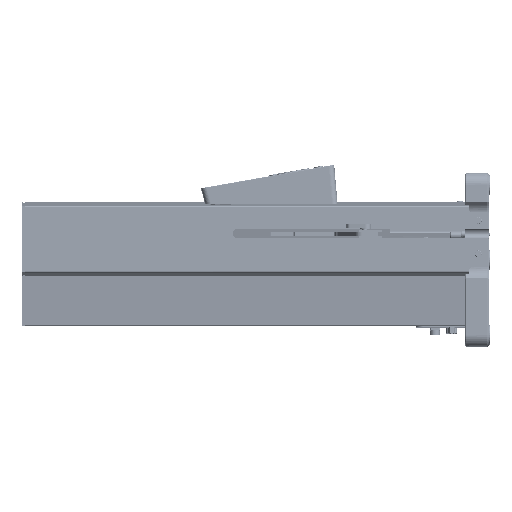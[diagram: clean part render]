
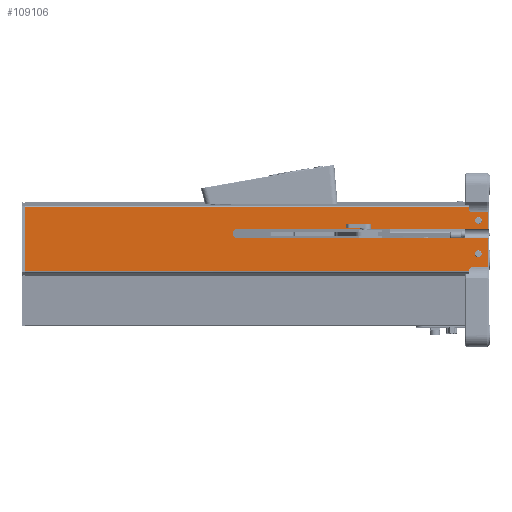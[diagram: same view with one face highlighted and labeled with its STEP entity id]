
A CAD part, left-side view. The second image highlights one B-rep face of the part: STEP entity #109106.
In plain terms, the highlighted planar face has unit normal (-1, 0, 0).
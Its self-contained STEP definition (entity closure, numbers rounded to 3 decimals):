
#4099=DIRECTION('',(0.,0.,1.));
#4100=VECTOR('',#4099,14.);
#4101=CARTESIAN_POINT('',(-42.,-13.7,30.));
#4102=LINE('',#4101,#4100);
#4115=DIRECTION('',(0.,1.,0.));
#4116=VECTOR('',#4115,12.9);
#4117=CARTESIAN_POINT('',(-42.,-13.7,-1.));
#4118=LINE('',#4117,#4116);
#4119=DIRECTION('',(0.,-1.,0.));
#4120=VECTOR('',#4119,361.);
#4121=CARTESIAN_POINT('',(-42.,363.3,-4.044));
#4122=LINE('',#4121,#4120);
#4123=DIRECTION('',(0.,-1.,0.));
#4124=VECTOR('',#4123,361.);
#4125=CARTESIAN_POINT('',(-42.,363.3,47.742));
#4126=LINE('',#4125,#4124);
#4127=DIRECTION('',(0.,0.,1.));
#4128=VECTOR('',#4127,0.642);
#4129=CARTESIAN_POINT('',(-42.,2.3,47.1));
#4130=LINE('',#4129,#4128);
#4131=DIRECTION('',(0.,1.,0.));
#4132=VECTOR('',#4131,12.9);
#4133=CARTESIAN_POINT('',(-42.,-13.7,44.));
#4134=LINE('',#4133,#4132);
#4135=DIRECTION('',(0.,1.,0.));
#4136=VECTOR('',#4135,204.9);
#4137=CARTESIAN_POINT('',(-42.,-13.7,30.));
#4138=LINE('',#4137,#4136);
#4139=CARTESIAN_POINT('',(-42.,191.2,26.9));
#4140=DIRECTION('',(-1.,0.,0.));
#4141=DIRECTION('',(0.,0.,1.));
#4142=AXIS2_PLACEMENT_3D('',#4139,#4140,#4141);
#4144=DIRECTION('',(0.,0.,-1.));
#4145=VECTOR('',#4144,0.8);
#4146=CARTESIAN_POINT('',(-42.,194.3,26.9));
#4147=LINE('',#4146,#4145);
#4148=CARTESIAN_POINT('',(-42.,191.2,26.1));
#4149=DIRECTION('',(-1.,0.,0.));
#4150=DIRECTION('',(0.,1.,0.));
#4151=AXIS2_PLACEMENT_3D('',#4148,#4149,#4150);
#4153=DIRECTION('',(0.,1.,0.));
#4154=VECTOR('',#4153,204.9);
#4155=CARTESIAN_POINT('',(-42.,-13.7,23.));
#4156=LINE('',#4155,#4154);
#4157=CARTESIAN_POINT('',(-42.,-5.7,10.));
#4158=DIRECTION('',(-1.,0.,0.));
#4159=DIRECTION('',(0.,1.,0.));
#4160=AXIS2_PLACEMENT_3D('',#4157,#4158,#4159);
#4162=CARTESIAN_POINT('',(-42.,-5.7,10.));
#4163=DIRECTION('',(-1.,0.,0.));
#4164=DIRECTION('',(0.,-1.,0.));
#4165=AXIS2_PLACEMENT_3D('',#4162,#4163,#4164);
#4167=CARTESIAN_POINT('',(-42.,-5.7,37.1));
#4168=DIRECTION('',(-1.,0.,0.));
#4169=DIRECTION('',(0.,1.,0.));
#4170=AXIS2_PLACEMENT_3D('',#4167,#4168,#4169);
#4172=CARTESIAN_POINT('',(-42.,-5.7,37.1));
#4173=DIRECTION('',(-1.,0.,0.));
#4174=DIRECTION('',(0.,-1.,0.));
#4175=AXIS2_PLACEMENT_3D('',#4172,#4173,#4174);
#85984=DIRECTION('',(0.,0.,1.));
#85985=VECTOR('',#85984,51.786);
#85986=CARTESIAN_POINT('',(-42.,363.3,-4.044));
#85987=LINE('',#85986,#85985);
#86099=CARTESIAN_POINT('',(-42.,-0.8,-4.1));
#86100=DIRECTION('',(1.,0.,0.));
#86101=DIRECTION('',(0.,1.,0.018));
#86102=AXIS2_PLACEMENT_3D('',#86099,#86100,#86101);
#86695=DIRECTION('',(0.,0.,1.));
#86696=VECTOR('',#86695,24.);
#86697=CARTESIAN_POINT('',(-42.,-13.7,-1.));
#86698=LINE('',#86697,#86696);
#86711=CARTESIAN_POINT('',(-42.,-0.8,47.1));
#86712=DIRECTION('',(1.,0.,0.));
#86713=DIRECTION('',(0.,0.,-1.));
#86714=AXIS2_PLACEMENT_3D('',#86711,#86712,#86713);
#104213=CARTESIAN_POINT('',(-42.,363.3,47.742));
#104215=VERTEX_POINT('',#104213);
#104218=CARTESIAN_POINT('',(-42.,363.3,-4.044));
#104220=VERTEX_POINT('',#104218);
#104231=CARTESIAN_POINT('',(-42.,-13.7,44.));
#104233=VERTEX_POINT('',#104231);
#104235=CARTESIAN_POINT('',(-42.,-13.7,-1.));
#104237=VERTEX_POINT('',#104235);
#104239=CARTESIAN_POINT('',(-42.,2.3,47.742));
#104240=VERTEX_POINT('',#104239);
#104243=CARTESIAN_POINT('',(-42.,-13.7,23.));
#104245=VERTEX_POINT('',#104243);
#104247=CARTESIAN_POINT('',(-42.,-13.7,30.));
#104249=VERTEX_POINT('',#104247);
#104251=CARTESIAN_POINT('',(-42.,194.3,26.1));
#104252=CARTESIAN_POINT('',(-42.,191.2,23.));
#104253=VERTEX_POINT('',#104251);
#104254=VERTEX_POINT('',#104252);
#104255=CARTESIAN_POINT('',(-42.,191.2,30.));
#104256=VERTEX_POINT('',#104255);
#104257=CARTESIAN_POINT('',(-42.,194.3,26.9));
#104258=VERTEX_POINT('',#104257);
#104310=CARTESIAN_POINT('',(-42.,2.3,47.1));
#104311=VERTEX_POINT('',#104310);
#104312=CARTESIAN_POINT('',(-42.,-0.8,44.));
#104313=VERTEX_POINT('',#104312);
#104314=CARTESIAN_POINT('',(-42.,-0.8,-1.));
#104315=VERTEX_POINT('',#104314);
#104318=CARTESIAN_POINT('',(-42.,2.3,-4.044));
#104319=VERTEX_POINT('',#104318);
#106289=CARTESIAN_POINT('',(-42.,-2.95,10.001));
#106290=CARTESIAN_POINT('',(-42.,-8.45,9.999));
#106291=VERTEX_POINT('',#106289);
#106292=VERTEX_POINT('',#106290);
#106325=CARTESIAN_POINT('',(-42.,-2.95,37.101));
#106326=CARTESIAN_POINT('',(-42.,-8.45,37.099));
#106327=VERTEX_POINT('',#106325);
#106328=VERTEX_POINT('',#106326);
#109063=CARTESIAN_POINT('',(-42.,-13.7,-5.));
#109064=DIRECTION('',(-1.,0.,0.));
#109065=DIRECTION('',(0.,0.,1.));
#109066=AXIS2_PLACEMENT_3D('',#109063,#109064,#109065);
#109067=PLANE('',#109066);
#109069=ORIENTED_EDGE('',*,*,#109068,.T.);
#109071=ORIENTED_EDGE('',*,*,#109070,.F.);
#109073=ORIENTED_EDGE('',*,*,#109072,.F.);
#109075=ORIENTED_EDGE('',*,*,#109074,.T.);
#109076=ORIENTED_EDGE('',*,*,#107780,.T.);
#109077=ORIENTED_EDGE('',*,*,#107797,.F.);
#109079=ORIENTED_EDGE('',*,*,#109078,.F.);
#109080=ORIENTED_EDGE('',*,*,#109014,.F.);
#109081=ORIENTED_EDGE('',*,*,#109028,.F.);
#109082=ORIENTED_EDGE('',*,*,#109044,.T.);
#109083=ORIENTED_EDGE('',*,*,#109054,.T.);
#109085=ORIENTED_EDGE('',*,*,#109084,.T.);
#109087=ORIENTED_EDGE('',*,*,#109086,.T.);
#109089=ORIENTED_EDGE('',*,*,#109088,.F.);
#109091=ORIENTED_EDGE('',*,*,#109090,.F.);
#109092=EDGE_LOOP('',(#109069,#109071,#109073,#109075,#109076,#109077,#109079,
#109080,#109081,#109082,#109083,#109085,#109087,#109089,#109091));
#109093=FACE_OUTER_BOUND('',#109092,.F.);
#109095=ORIENTED_EDGE('',*,*,#109094,.T.);
#109097=ORIENTED_EDGE('',*,*,#109096,.T.);
#109098=EDGE_LOOP('',(#109095,#109097));
#109099=FACE_BOUND('',#109098,.F.);
#109101=ORIENTED_EDGE('',*,*,#109100,.T.);
#109103=ORIENTED_EDGE('',*,*,#109102,.T.);
#109104=EDGE_LOOP('',(#109101,#109103));
#109105=FACE_BOUND('',#109104,.F.);
#109106=ADVANCED_FACE('',(#109093,#109099,#109105),#109067,.T.);
#4143=CIRCLE('',#4142,3.1);
#4152=CIRCLE('',#4151,3.1);
#4161=CIRCLE('',#4160,2.75);
#4166=CIRCLE('',#4165,2.75);
#4171=CIRCLE('',#4170,2.75);
#4176=CIRCLE('',#4175,2.75);
#86103=CIRCLE('',#86102,3.1);
#86715=CIRCLE('',#86714,3.1);
#107780=EDGE_CURVE('',#104215,#104240,#4126,.T.);
#107797=EDGE_CURVE('',#104311,#104240,#4130,.T.);
#109014=EDGE_CURVE('',#104233,#104313,#4134,.T.);
#109028=EDGE_CURVE('',#104249,#104233,#4102,.T.);
#109044=EDGE_CURVE('',#104249,#104256,#4138,.T.);
#109054=EDGE_CURVE('',#104256,#104258,#4143,.T.);
#109068=EDGE_CURVE('',#104237,#104315,#4118,.T.);
#109070=EDGE_CURVE('',#104319,#104315,#86103,.T.);
#109072=EDGE_CURVE('',#104220,#104319,#4122,.T.);
#109074=EDGE_CURVE('',#104220,#104215,#85987,.T.);
#109078=EDGE_CURVE('',#104313,#104311,#86715,.T.);
#109084=EDGE_CURVE('',#104258,#104253,#4147,.T.);
#109086=EDGE_CURVE('',#104253,#104254,#4152,.T.);
#109088=EDGE_CURVE('',#104245,#104254,#4156,.T.);
#109090=EDGE_CURVE('',#104237,#104245,#86698,.T.);
#109094=EDGE_CURVE('',#106291,#106292,#4161,.T.);
#109096=EDGE_CURVE('',#106292,#106291,#4166,.T.);
#109100=EDGE_CURVE('',#106327,#106328,#4171,.T.);
#109102=EDGE_CURVE('',#106328,#106327,#4176,.T.);
